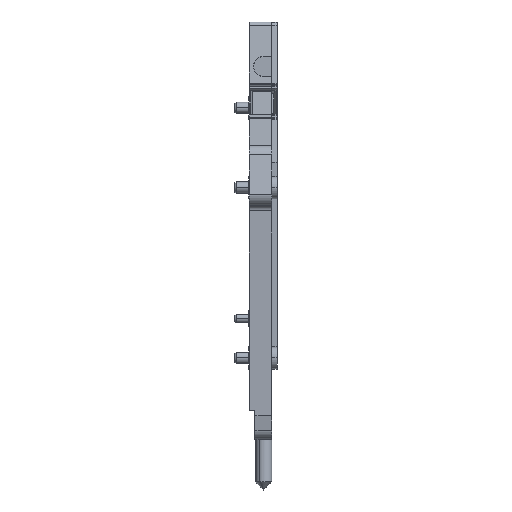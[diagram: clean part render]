
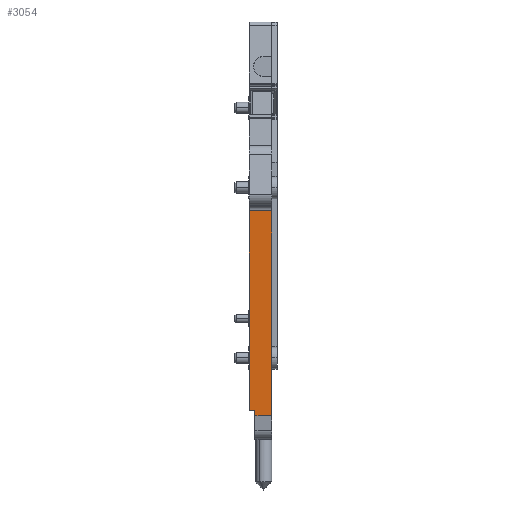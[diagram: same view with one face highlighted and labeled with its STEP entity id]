
A CAD part, front view. The second image highlights one B-rep face of the part: STEP entity #3054.
In plain terms, the highlighted planar face has unit normal (0, -0.998, -0.058).
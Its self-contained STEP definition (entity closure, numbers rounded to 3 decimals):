
#3018=AXIS2_PLACEMENT_3D('Plane Axis2P3D',#3015,#3016,#3017) ;
#227=CARTESIAN_POINT('Vertex',(2.6,4.838,14.28)) ;
#232=CARTESIAN_POINT('Line Origine',(2.6,3.806,32.173)) ;
#236=CARTESIAN_POINT('Vertex',(2.6,2.773,50.066)) ;
#3000=CARTESIAN_POINT('Vertex',(6.6,2.773,50.066)) ;
#3003=CARTESIAN_POINT('Line Origine',(5.15,2.773,50.066)) ;
#3015=CARTESIAN_POINT('Axis2P3D Location',(2.6,2.773,50.066)) ;
#3020=CARTESIAN_POINT('Line Origine',(5.1,4.895,13.294)) ;
#3024=CARTESIAN_POINT('Vertex',(3.6,4.895,13.294)) ;
#3026=CARTESIAN_POINT('Vertex',(6.6,4.895,13.294)) ;
#3029=CARTESIAN_POINT('Line Origine',(6.6,3.834,31.68)) ;
#3034=CARTESIAN_POINT('Line Origine',(3.1,4.838,14.28)) ;
#3038=CARTESIAN_POINT('Vertex',(3.6,4.838,14.28)) ;
#3041=CARTESIAN_POINT('Line Origine',(3.6,4.866,13.787)) ;
#233=DIRECTION('Vector Direction',(0.,0.058,-0.998)) ;
#3004=DIRECTION('Vector Direction',(1.,0.,0.)) ;
#3016=DIRECTION('Axis2P3D Direction',(0.,-0.998,-0.058)) ;
#3017=DIRECTION('Axis2P3D XDirection',(0.,0.058,-0.998)) ;
#3021=DIRECTION('Vector Direction',(1.,0.,0.)) ;
#3030=DIRECTION('Vector Direction',(0.,0.058,-0.998)) ;
#3035=DIRECTION('Vector Direction',(1.,0.,0.)) ;
#3042=DIRECTION('Vector Direction',(0.,-0.058,0.998)) ;
#234=VECTOR('Line Direction',#233,1.) ;
#3005=VECTOR('Line Direction',#3004,1.) ;
#3022=VECTOR('Line Direction',#3021,1.) ;
#3031=VECTOR('Line Direction',#3030,1.) ;
#3036=VECTOR('Line Direction',#3035,1.) ;
#3043=VECTOR('Line Direction',#3042,1.) ;
#3047=ORIENTED_EDGE('',*,*,#3028,.T.) ;
#3048=ORIENTED_EDGE('',*,*,#3033,.F.) ;
#3049=ORIENTED_EDGE('',*,*,#3007,.F.) ;
#3050=ORIENTED_EDGE('',*,*,#238,.F.) ;
#3051=ORIENTED_EDGE('',*,*,#3040,.T.) ;
#3052=ORIENTED_EDGE('',*,*,#3045,.F.) ;
#3054=ADVANCED_FACE('21830_ARGH_ZA_WTA2_2150730000\\Koerper.2',(#3053),#3019,.T.) ;
#238=EDGE_CURVE('',#228,#237,#235,.F.) ;
#3007=EDGE_CURVE('',#237,#3001,#3006,.T.) ;
#3028=EDGE_CURVE('',#3025,#3027,#3023,.T.) ;
#3033=EDGE_CURVE('',#3001,#3027,#3032,.T.) ;
#3040=EDGE_CURVE('',#228,#3039,#3037,.T.) ;
#3045=EDGE_CURVE('',#3025,#3039,#3044,.T.) ;
#3046=EDGE_LOOP('',(#3047,#3048,#3049,#3050,#3051,#3052)) ;
#3053=FACE_OUTER_BOUND('',#3046,.T.) ;
#235=LINE('Line',#232,#234) ;
#3006=LINE('Line',#3003,#3005) ;
#3023=LINE('Line',#3020,#3022) ;
#3032=LINE('Line',#3029,#3031) ;
#3037=LINE('Line',#3034,#3036) ;
#3044=LINE('Line',#3041,#3043) ;
#3019=PLANE('',#3018) ;
#228=VERTEX_POINT('',#227) ;
#237=VERTEX_POINT('',#236) ;
#3001=VERTEX_POINT('',#3000) ;
#3025=VERTEX_POINT('',#3024) ;
#3027=VERTEX_POINT('',#3026) ;
#3039=VERTEX_POINT('',#3038) ;
